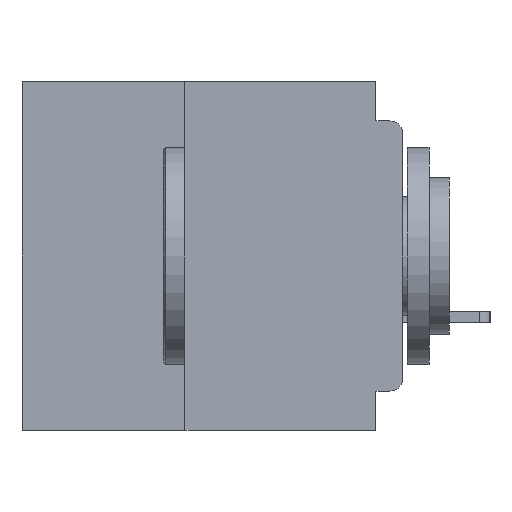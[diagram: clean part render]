
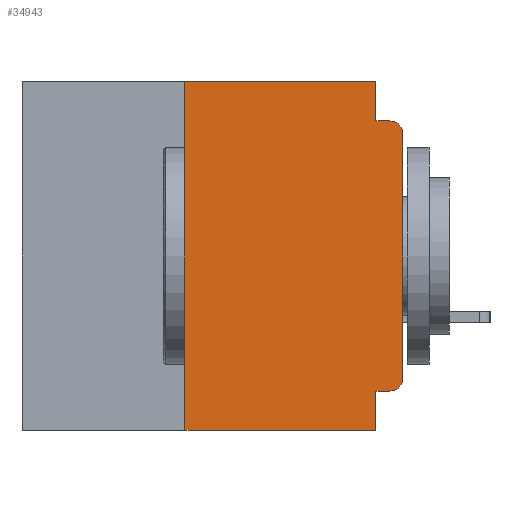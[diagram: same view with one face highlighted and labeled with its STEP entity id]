
A CAD part, left-side view. The second image highlights one B-rep face of the part: STEP entity #34943.
In plain terms, the highlighted planar face has unit normal (-1, 0, 0).
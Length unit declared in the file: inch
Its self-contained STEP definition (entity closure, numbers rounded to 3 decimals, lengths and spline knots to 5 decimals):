
#700 = ORIENTED_EDGE ( 'NONE', *, *, #39775, .T. ) ;
#1051 = DIRECTION ( 'NONE',  ( 0., 1., 0. ) ) ;
#1065 = VERTEX_POINT ( 'NONE', #39079 ) ;
#1321 = EDGE_CURVE ( 'NONE', #27076, #7183, #32206, .T. ) ;
#1641 = CARTESIAN_POINT ( 'NONE',  ( 0., 0.031, -0.045 ) ) ;
#1883 = VERTEX_POINT ( 'NONE', #6447 ) ;
#2188 = ORIENTED_EDGE ( 'NONE', *, *, #1321, .T. ) ;
#2576 = ORIENTED_EDGE ( 'NONE', *, *, #44280, .F. ) ;
#2589 = VECTOR ( 'NONE', #48435, 39.37008 ) ;
#3197 = ORIENTED_EDGE ( 'NONE', *, *, #7250, .F. ) ;
#3895 = VECTOR ( 'NONE', #34813, 39.37008 ) ;
#4331 = LINE ( 'NONE', #39811, #50593 ) ;
#6447 = CARTESIAN_POINT ( 'NONE',  ( 0., 0.25, -0.4 ) ) ;
#7183 = VERTEX_POINT ( 'NONE', #7271 ) ;
#7250 = EDGE_CURVE ( 'NONE', #1883, #13794, #44170, .T. ) ;
#7271 = CARTESIAN_POINT ( 'NONE',  ( 0., 0., -0.34 ) ) ;
#7670 = CARTESIAN_POINT ( 'NONE',  ( 0., 0.25, -0.4 ) ) ;
#8052 = AXIS2_PLACEMENT_3D ( 'NONE', #18979, #51237, #23582 ) ;
#11420 = LINE ( 'NONE', #43195, #43868 ) ;
#11534 = EDGE_LOOP ( 'NONE', ( #51172, #700, #12326, #25424, #36490, #3197, #20365, #2576, #16754, #2188 ) ) ;
#11717 = CARTESIAN_POINT ( 'NONE',  ( 0., 0.437, -0.4 ) ) ;
#12326 = ORIENTED_EDGE ( 'NONE', *, *, #39822, .F. ) ;
#12724 = CARTESIAN_POINT ( 'NONE',  ( 0., 0., -0.045 ) ) ;
#13794 = VERTEX_POINT ( 'NONE', #55455 ) ;
#14142 = CIRCLE ( 'NONE', #44178, 0.015 ) ;
#14962 = LINE ( 'NONE', #48222, #2589 ) ;
#16134 = CARTESIAN_POINT ( 'NONE',  ( 0., 0., -0.06 ) ) ;
#16515 = CARTESIAN_POINT ( 'NONE',  ( 0., 0.031, -0.4 ) ) ;
#16754 = ORIENTED_EDGE ( 'NONE', *, *, #55428, .F. ) ;
#17351 = DIRECTION ( 'NONE',  ( 0., -1., 0. ) ) ;
#18234 = VECTOR ( 'NONE', #39956, 39.37008 ) ;
#18979 = CARTESIAN_POINT ( 'NONE',  ( 0., 0.437, 0. ) ) ;
#19162 = VERTEX_POINT ( 'NONE', #44360 ) ;
#20365 = ORIENTED_EDGE ( 'NONE', *, *, #33316, .T. ) ;
#20750 = FACE_OUTER_BOUND ( 'NONE', #11534, .T. ) ;
#21462 = DIRECTION ( 'NONE',  ( 0., 0., -1. ) ) ;
#22051 = LINE ( 'NONE', #12724, #57369 ) ;
#23183 = CARTESIAN_POINT ( 'NONE',  ( 0., 0.031, -0.4 ) ) ;
#23582 = DIRECTION ( 'NONE',  ( 0., 0., -1. ) ) ;
#24091 = VERTEX_POINT ( 'NONE', #16134 ) ;
#25424 = ORIENTED_EDGE ( 'NONE', *, *, #28420, .F. ) ;
#25993 = CARTESIAN_POINT ( 'NONE',  ( 0., 0.015, -0.06 ) ) ;
#27076 = VERTEX_POINT ( 'NONE', #52237 ) ;
#28420 = EDGE_CURVE ( 'NONE', #1065, #49531, #4331, .T. ) ;
#30628 = DIRECTION ( 'NONE',  ( 0., 0., -1. ) ) ;
#32206 = CIRCLE ( 'NONE', #34599, 0.015 ) ;
#33316 = EDGE_CURVE ( 'NONE', #1883, #55315, #54873, .T. ) ;
#34599 = AXIS2_PLACEMENT_3D ( 'NONE', #47701, #47511, #47436 ) ;
#34813 = DIRECTION ( 'NONE',  ( 0., 0., -1. ) ) ;
#34943 = ADVANCED_FACE ( 'NONE', ( #20750 ), #55645, .F. ) ;
#36490 = ORIENTED_EDGE ( 'NONE', *, *, #56724, .F. ) ;
#37344 = VERTEX_POINT ( 'NONE', #46149 ) ;
#38562 = DIRECTION ( 'NONE',  ( 0., 0., 1. ) ) ;
#39079 = CARTESIAN_POINT ( 'NONE',  ( 0., 0.031, 0. ) ) ;
#39775 = EDGE_CURVE ( 'NONE', #24091, #37344, #14142, .T. ) ;
#39811 = CARTESIAN_POINT ( 'NONE',  ( 0., 0.031, 0. ) ) ;
#39822 = EDGE_CURVE ( 'NONE', #49531, #37344, #22051, .T. ) ;
#39956 = DIRECTION ( 'NONE',  ( 0., 0., 1. ) ) ;
#41164 = VECTOR ( 'NONE', #48588, 39.37008 ) ;
#42523 = CARTESIAN_POINT ( 'NONE',  ( 0., 0., -0.355 ) ) ;
#43195 = CARTESIAN_POINT ( 'NONE',  ( 0., 0., 0. ) ) ;
#43868 = VECTOR ( 'NONE', #38562, 39.37008 ) ;
#44170 = LINE ( 'NONE', #7670, #18234 ) ;
#44178 = AXIS2_PLACEMENT_3D ( 'NONE', #25993, #58234, #30628 ) ;
#44280 = EDGE_CURVE ( 'NONE', #19162, #55315, #53034, .T. ) ;
#44360 = CARTESIAN_POINT ( 'NONE',  ( 0., 0.031, -0.355 ) ) ;
#46149 = CARTESIAN_POINT ( 'NONE',  ( 0., 0.015, -0.045 ) ) ;
#47436 = DIRECTION ( 'NONE',  ( 0., 0., -1. ) ) ;
#47511 = DIRECTION ( 'NONE',  ( -1., 0., 0. ) ) ;
#47701 = CARTESIAN_POINT ( 'NONE',  ( 0., 0.015, -0.34 ) ) ;
#48222 = CARTESIAN_POINT ( 'NONE',  ( 0., 0.437, 0. ) ) ;
#48435 = DIRECTION ( 'NONE',  ( 0., -1., 0. ) ) ;
#48588 = DIRECTION ( 'NONE',  ( 0., -1., 0. ) ) ;
#49531 = VERTEX_POINT ( 'NONE', #1641 ) ;
#50593 = VECTOR ( 'NONE', #21462, 39.37008 ) ;
#51172 = ORIENTED_EDGE ( 'NONE', *, *, #53312, .T. ) ;
#51237 = DIRECTION ( 'NONE',  ( 1., 0., 0. ) ) ;
#52237 = CARTESIAN_POINT ( 'NONE',  ( 0., 0.015, -0.355 ) ) ;
#52939 = VECTOR ( 'NONE', #1051, 39.37008 ) ;
#53034 = LINE ( 'NONE', #16515, #3895 ) ;
#53312 = EDGE_CURVE ( 'NONE', #7183, #24091, #11420, .T. ) ;
#54873 = LINE ( 'NONE', #11717, #41164 ) ;
#55315 = VERTEX_POINT ( 'NONE', #23183 ) ;
#55428 = EDGE_CURVE ( 'NONE', #27076, #19162, #55816, .T. ) ;
#55455 = CARTESIAN_POINT ( 'NONE',  ( 0., 0.25, 0. ) ) ;
#55645 = PLANE ( 'NONE',  #8052 ) ;
#55816 = LINE ( 'NONE', #42523, #52939 ) ;
#56724 = EDGE_CURVE ( 'NONE', #13794, #1065, #14962, .T. ) ;
#57369 = VECTOR ( 'NONE', #17351, 39.37008 ) ;
#58234 = DIRECTION ( 'NONE',  ( -1., 0., 0. ) ) ;
